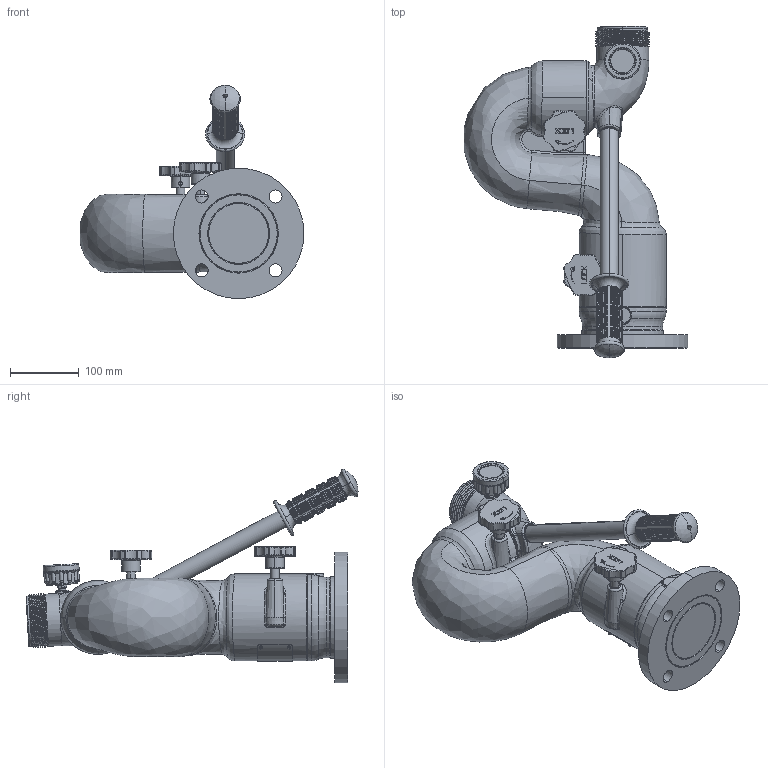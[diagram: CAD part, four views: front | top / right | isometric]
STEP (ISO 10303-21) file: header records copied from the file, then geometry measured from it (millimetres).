
FILE_DESCRIPTION (( 'STEP AP214' ), '1' );
FILE_NAME ('8500-02_VulcanDD.STEP', '2010-07-02T15:19:25', ( 'Rick' ), ( '' ), 'SwSTEP 2.0', 'SolidWorks 2010', '' );
FILE_SCHEMA (( 'AUTOMOTIVE_DESIGN' ));
Length unit declared in the file: inch
Products named in the file (19): Products.Monitors.8500-02 (Vulcan) Tiller-Vulcan (Tiller)8500-02Manual Vulcan Monitor Assembly160NULL; Products.Monitors.8500-02 (Vulcan) Tiller-Vulcan (Tiller)65363001Shaft-Handle (Alum) 8500-02A40NULL; Products.Monitors.8500-02 (Vulcan) Tiller-Vulcan (Tiller)39130000 == DUPLICATE DO NOT USE ==gauge (0-200 psi) 1.5 DIA FACE 0.125 BACK CONN.10NULL; Products.Monitors.8593-02 (Copperhead) Tiller-Copperhead81329001-ASMLock Bushing Sub Assy30NULL; Hardware.Pins-Roll Pins51243000Pin-Roll (79-028-125-0.562) SS10NULL; Products.Monitors.8593-02 (Copperhead) Tiller-Copperhead65329001SHAFT-LOCK 8500-0210NULL; Products.Monitors.8500-02 (Vulcan) Tiller-Vulcan (Tiller)16668001lock shaft bushing20NULL; Products.Monitors.8500-02 (Vulcan) Tiller-Vulcan (Tiller)44378000label-identification10NULL; Products.Monitors.8500-02 (Vulcan) Tiller-Vulcan (Tiller)61215100Screw-Drive #4 X 0.187-lg (Type U)REL10NULL; Products.Monitors.8500-02 (Vulcan) Tiller-Vulcan (Tiller)28135001Elbow-Discharge (8500-02)80NULL; Products.Monitors.8500-02 (Vulcan) Tiller-Vulcan (Tiller)15616001Base-Monitor (3.0-150 LB Flange) 8500-02B40NULL; Products.Monitors.8500-02 (Vulcan) Tiller-Vulcan (Tiller)23544000Cover-Gauge 8297(2.0)REL30NULL; Products.Monitors.8500-02 (Vulcan) Tiller-Vulcan (Tiller)17906001Body-Inlet (8500-02) Manual80NULL; tim-8297(2.0)33645000GRIP-TWIST (M-CYCLE) 829710NULL; Release-Details 55000 - 5999957316000O-RING 3.984 ID X 0.139 CS10NULL; Hardware.O-rings-O-rings57312000O-Ring 3.359-ID X 0.139-W Nitrile 70 DURO10NULL; Release-Details 40000 - 4499942034001Knob - Override (Alum)50NULL; Hardware.Screws-Set Screws61275000Screw-Set (0.250-20 x 0.250-lg) Soc Hd Cup Pnt SS_10NULL; 8500-02_VulcanDD
Assembly tree (23 placements, depth 4):
  8500-02_VulcanDD
    Products.Monitors.8500-02 (Vulcan) Tiller-Vulcan (Tiller)8500-02Manual Vulcan Monitor Assembly160NULL
      Products.Monitors.8500-02 (Vulcan) Tiller-Vulcan (Tiller)61215100Screw-Drive #4 X 0.187-lg (Type U)REL10NULL  x4
      Hardware.Screws-Set Screws61275000Screw-Set (0.250-20 x 0.250-lg) Soc Hd Cup Pnt SS_10NULL
      Products.Monitors.8500-02 (Vulcan) Tiller-Vulcan (Tiller)39130000 == DUPLICATE DO NOT USE ==gauge (0-200 psi) 1.5 DIA FACE 0.125 BACK CONN.10NULL
      Products.Monitors.8593-02 (Copperhead) Tiller-Copperhead81329001-ASMLock Bushing Sub Assy30NULL  x2
        Hardware.Pins-Roll Pins51243000Pin-Roll (79-028-125-0.562) SS10NULL
        Products.Monitors.8593-02 (Copperhead) Tiller-Copperhead65329001SHAFT-LOCK 8500-0210NULL
        Products.Monitors.8500-02 (Vulcan) Tiller-Vulcan (Tiller)16668001lock shaft bushing20NULL
      Release-Details 40000 - 4499942034001Knob - Override (Alum)50NULL  x2
      Products.Monitors.8500-02 (Vulcan) Tiller-Vulcan (Tiller)65363001Shaft-Handle (Alum) 8500-02A40NULL
      Products.Monitors.8500-02 (Vulcan) Tiller-Vulcan (Tiller)23544000Cover-Gauge 8297(2.0)REL30NULL
      Products.Monitors.8500-02 (Vulcan) Tiller-Vulcan (Tiller)17906001Body-Inlet (8500-02) Manual80NULL
      tim-8297(2.0)33645000GRIP-TWIST (M-CYCLE) 829710NULL
      Release-Details 55000 - 5999957316000O-RING 3.984 ID X 0.139 CS10NULL
      Hardware.O-rings-O-rings57312000O-Ring 3.359-ID X 0.139-W Nitrile 70 DURO10NULL
      Products.Monitors.8500-02 (Vulcan) Tiller-Vulcan (Tiller)28135001Elbow-Discharge (8500-02)80NULL
      Products.Monitors.8500-02 (Vulcan) Tiller-Vulcan (Tiller)44378000label-identification10NULL
      Products.Monitors.8500-02 (Vulcan) Tiller-Vulcan (Tiller)15616001Base-Monitor (3.0-150 LB Flange) 8500-02B40NULL
Bounding box: 326.58 x 484.44 x 311.43 mm (x, y, z)
Volume: 302069.4 mm3; surface area: 590750.6 mm2
Topology: 20 solids, 29 shells, 2555 faces, 6654 edges, 4265 vertices
Faces by surface type: plane 805, torus 735, cylinder 560, bspline 243, cone 136, sphere 76
Entity records: 142371 total; most frequent: CARTESIAN_POINT 61378, ORIENTED_EDGE 11819, DIRECTION 10039, EDGE_CURVE 5926, AXIS2_PLACEMENT_3D 4136, VERTEX_POINT 3854, EDGE_LOOP 2431, FACE_OUTER_BOUND 2250
